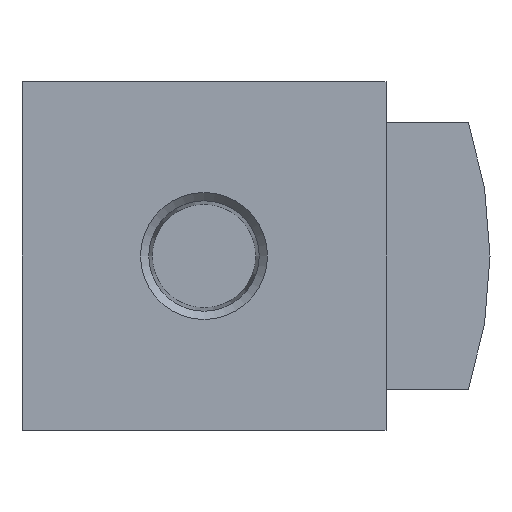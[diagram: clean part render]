
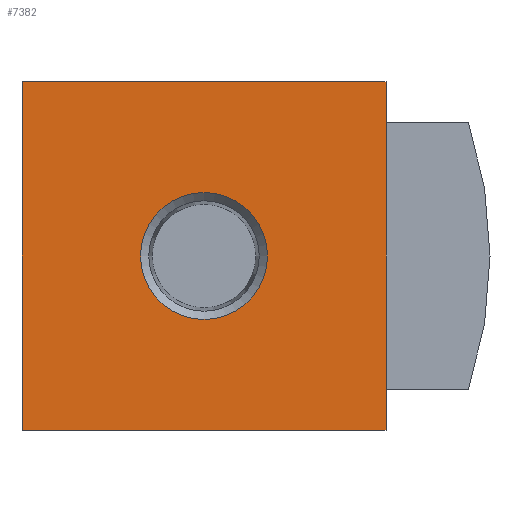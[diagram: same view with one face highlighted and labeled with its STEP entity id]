
A CAD part, front view. The second image highlights one B-rep face of the part: STEP entity #7382.
In plain terms, the highlighted planar face has unit normal (0, -1, 0).
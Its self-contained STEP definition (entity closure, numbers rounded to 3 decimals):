
#130=PLANE('',#7781);
#343=LINE('',#9680,#985);
#449=LINE('',#9902,#1091);
#464=LINE('',#9940,#1106);
#534=LINE('',#10188,#1176);
#985=VECTOR('',#8103,1000.);
#1091=VECTOR('',#8275,1000.);
#1106=VECTOR('',#8304,1000.);
#1176=VECTOR('',#8504,1000.);
#2200=ORIENTED_EDGE('',*,*,#3639,.F.);
#2201=ORIENTED_EDGE('',*,*,#3241,.F.);
#2202=ORIENTED_EDGE('',*,*,#3355,.F.);
#2203=ORIENTED_EDGE('',*,*,#3496,.F.);
#2204=ORIENTED_EDGE('',*,*,#3375,.F.);
#3241=EDGE_CURVE('',#4033,#4034,#343,.T.);
#3355=EDGE_CURVE('',#4116,#4033,#449,.T.);
#3375=EDGE_CURVE('',#4034,#4133,#464,.T.);
#3496=EDGE_CURVE('',#4133,#4116,#534,.T.);
#3639=EDGE_CURVE('',#4360,#4360,#4594,.T.);
#4033=VERTEX_POINT('',#9679);
#4034=VERTEX_POINT('',#9681);
#4116=VERTEX_POINT('',#9901);
#4133=VERTEX_POINT('',#9941);
#4360=VERTEX_POINT('',#10472);
#4594=CIRCLE('',#7782,7.33);
#4721=EDGE_LOOP('',(#2200));
#4722=EDGE_LOOP('',(#2201,#2202,#2203,#2204));
#5035=FACE_BOUND('',#4721,.T.);
#5036=FACE_BOUND('',#4722,.T.);
#7382=ADVANCED_FACE('',(#5035,#5036),#130,.F.);
#7781=AXIS2_PLACEMENT_3D('',#10470,#8735,#8736);
#7782=AXIS2_PLACEMENT_3D('',#10471,#8737,#8738);
#8103=DIRECTION('',(0.,0.,1.));
#8275=DIRECTION('',(-1.,0.,0.));
#8304=DIRECTION('',(1.,0.,0.));
#8504=DIRECTION('',(0.,0.,-1.));
#8735=DIRECTION('',(0.,1.,0.));
#8736=DIRECTION('',(0.,0.,1.));
#8737=DIRECTION('',(0.,-1.,0.));
#8738=DIRECTION('',(1.,0.,0.));
#9679=CARTESIAN_POINT('',(-21.,-31.5,-20.1));
#9680=CARTESIAN_POINT('',(-21.,-31.5,-20.1));
#9681=CARTESIAN_POINT('',(-21.,-31.5,20.1));
#9901=CARTESIAN_POINT('',(21.,-31.5,-20.1));
#9902=CARTESIAN_POINT('',(21.,-31.5,-20.1));
#9940=CARTESIAN_POINT('',(-21.,-31.5,20.1));
#9941=CARTESIAN_POINT('',(21.,-31.5,20.1));
#10188=CARTESIAN_POINT('',(21.,-31.5,20.1));
#10470=CARTESIAN_POINT('',(0.,-31.5,0.));
#10471=CARTESIAN_POINT('',(0.,-31.5,0.));
#10472=CARTESIAN_POINT('',(7.33,-31.5,0.));
